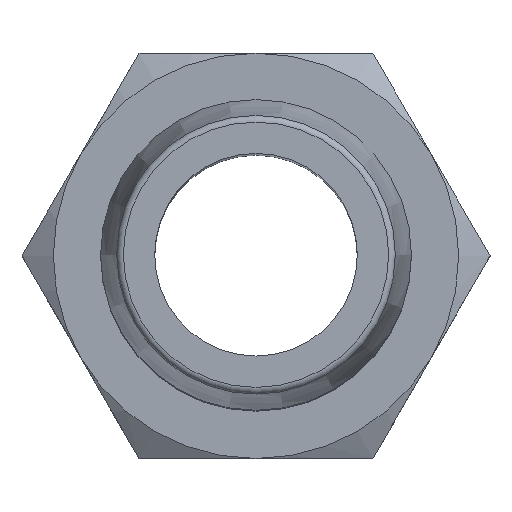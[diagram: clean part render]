
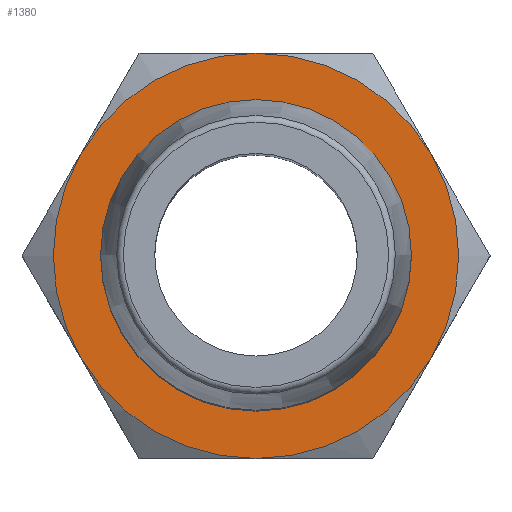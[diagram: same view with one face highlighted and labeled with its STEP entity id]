
A CAD part, top view. The second image highlights one B-rep face of the part: STEP entity #1380.
In plain terms, the highlighted face is planar.
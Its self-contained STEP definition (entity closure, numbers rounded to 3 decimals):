
#655=PLANE('',#1286);
#723=ORIENTED_EDGE('',*,*,#910,.T.);
#724=ORIENTED_EDGE('',*,*,#911,.T.);
#725=ORIENTED_EDGE('',*,*,#912,.T.);
#726=ORIENTED_EDGE('',*,*,#913,.T.);
#727=ORIENTED_EDGE('',*,*,#909,.T.);
#728=ORIENTED_EDGE('',*,*,#914,.T.);
#729=ORIENTED_EDGE('',*,*,#915,.F.);
#818=CIRCLE('',#1285,6.);
#819=CIRCLE('',#1287,6.);
#820=CIRCLE('',#1288,6.);
#821=CIRCLE('',#1289,6.);
#822=CIRCLE('',#1290,6.);
#823=CIRCLE('',#1291,6.);
#824=CIRCLE('',#1292,4.6);
#853=VERTEX_POINT('',#1442);
#856=VERTEX_POINT('',#1450);
#857=VERTEX_POINT('',#1454);
#860=VERTEX_POINT('',#1465);
#861=VERTEX_POINT('',#1467);
#862=VERTEX_POINT('',#1469);
#863=VERTEX_POINT('',#1473);
#909=EDGE_CURVE('',#857,#856,#818,.T.);
#910=EDGE_CURVE('',#853,#860,#819,.T.);
#911=EDGE_CURVE('',#860,#861,#820,.T.);
#912=EDGE_CURVE('',#861,#862,#821,.T.);
#913=EDGE_CURVE('',#862,#857,#822,.T.);
#914=EDGE_CURVE('',#856,#853,#823,.T.);
#915=EDGE_CURVE('',#863,#863,#824,.T.);
#954=EDGE_LOOP('',(#723,#724,#725,#726,#727,#728));
#955=EDGE_LOOP('',(#729));
#1012=FACE_BOUND('',#954,.T.);
#1013=FACE_BOUND('',#955,.T.);
#1120=DIRECTION('',(0.,1.,0.));
#1121=DIRECTION('',(6.,0.,0.));
#1122=DIRECTION('',(0.,1.,0.));
#1123=DIRECTION('',(1.,0.,0.));
#1124=DIRECTION('',(0.,1.,0.));
#1125=DIRECTION('',(6.,0.,0.));
#1126=DIRECTION('',(0.,1.,0.));
#1127=DIRECTION('',(6.,0.,0.));
#1128=DIRECTION('',(0.,1.,0.));
#1129=DIRECTION('',(6.,0.,0.));
#1130=DIRECTION('',(0.,1.,0.));
#1131=DIRECTION('',(6.,0.,0.));
#1132=DIRECTION('',(0.,1.,0.));
#1133=DIRECTION('',(6.,0.,0.));
#1134=DIRECTION('',(0.,1.,0.));
#1135=DIRECTION('',(4.6,0.,0.));
#1285=AXIS2_PLACEMENT_3D('',#1463,#1120,#1121);
#1286=AXIS2_PLACEMENT_3D('',#1464,#1122,#1123);
#1287=AXIS2_PLACEMENT_3D('',#1466,#1124,#1125);
#1288=AXIS2_PLACEMENT_3D('',#1468,#1126,#1127);
#1289=AXIS2_PLACEMENT_3D('',#1470,#1128,#1129);
#1290=AXIS2_PLACEMENT_3D('',#1471,#1130,#1131);
#1291=AXIS2_PLACEMENT_3D('',#1472,#1132,#1133);
#1292=AXIS2_PLACEMENT_3D('',#1474,#1134,#1135);
#1380=ADVANCED_FACE('',(#1012,#1013),#655,.T.);
#1442=CARTESIAN_POINT('',(109.188,54.187,3.));
#1450=CARTESIAN_POINT('',(103.992,54.187,6.));
#1454=CARTESIAN_POINT('',(98.795,54.187,3.));
#1463=CARTESIAN_POINT('',(103.992,54.187,0.));
#1464=CARTESIAN_POINT('',(109.991,54.187,0.));
#1465=CARTESIAN_POINT('',(109.188,54.187,-3.));
#1466=CARTESIAN_POINT('',(103.992,54.187,0.));
#1467=CARTESIAN_POINT('',(103.992,54.187,-6.));
#1468=CARTESIAN_POINT('',(103.992,54.187,0.));
#1469=CARTESIAN_POINT('',(98.795,54.187,-3.));
#1470=CARTESIAN_POINT('',(103.992,54.187,0.));
#1471=CARTESIAN_POINT('',(103.992,54.187,0.));
#1472=CARTESIAN_POINT('',(103.992,54.187,0.));
#1473=CARTESIAN_POINT('',(108.592,54.187,0.));
#1474=CARTESIAN_POINT('',(103.992,54.187,0.));
